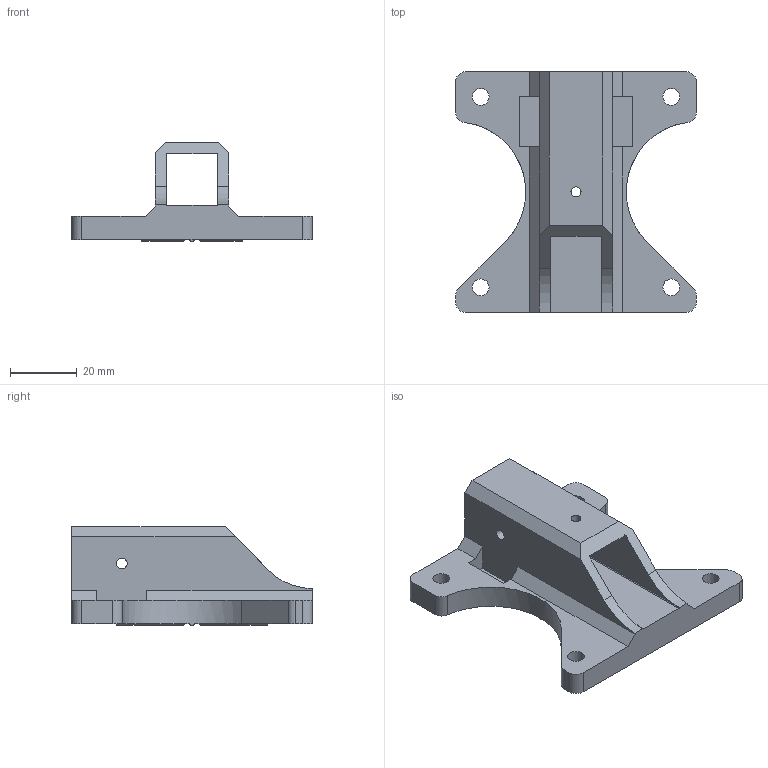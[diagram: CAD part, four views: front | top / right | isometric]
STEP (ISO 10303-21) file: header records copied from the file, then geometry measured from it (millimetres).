
FILE_DESCRIPTION(('FreeCAD Model'),'2;1');
FILE_NAME('z-outter-hinge-x2.step', '2021-08-23T18:06:35',('Author'),(''), 'Open CASCADE STEP processor 7.3','FreeCAD','Unknown');
FILE_SCHEMA(('AUTOMOTIVE_DESIGN { 1 0 10303 214 1 1 1 1 }'));
Length unit declared in the file: millimetre
Products named in the file (1): outter-hinge
Bounding box: 72 x 72 x 29.5 mm (x, y, z)
Volume: 38485.6 mm3; surface area: 16496.1 mm2
Topology: 1 solids, 1 shells, 79 faces, 227 edges, 153 vertices
Faces by surface type: plane 47, cylinder 32
Full cylindrical faces by diameter (mm): 3 x1, 3.2 x2, 5 x5, 6 x4
Entity records: 6603 total; most frequent: CARTESIAN_POINT 1614, DIRECTION 793, LINE 475, VECTOR 475, ORIENTED_EDGE 454, PCURVE 454, DEFINITIONAL_REPRESENTATION 454, EDGE_CURVE 227
